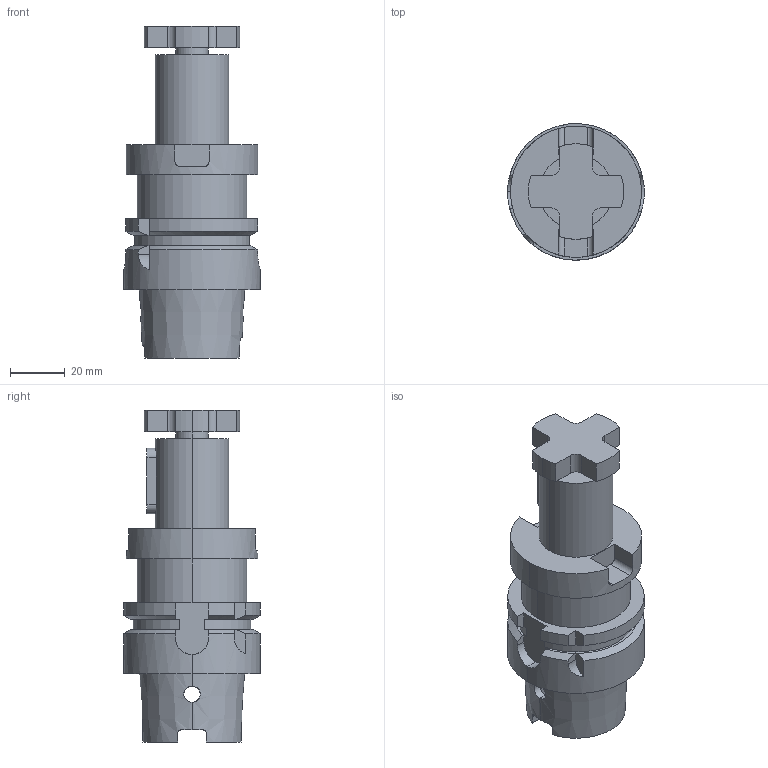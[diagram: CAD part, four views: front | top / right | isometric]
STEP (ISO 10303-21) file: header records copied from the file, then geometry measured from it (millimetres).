
FILE_DESCRIPTION (( 'STEP AP203' ), '1' );
FILE_NAME ('STP-32606.STEP', '2021-05-19T08:06:14', ( '' ), ( '' ), 'SwSTEP 2.0', 'SolidWorks 2017', '' );
FILE_SCHEMA (( 'CONFIG_CONTROL_DESIGN' ));
Length unit declared in the file: millimetre
Products named in the file (1): STP-32606
Bounding box: 50 x 50 x 121.5 mm (x, y, z)
Volume: 113029 mm3; surface area: 25540.4 mm2
Topology: 1 solids, 1 shells, 128 faces, 345 edges, 223 vertices
Faces by surface type: plane 60, cylinder 54, cone 10, torus 4
Entity records: 4660 total; most frequent: CARTESIAN_POINT 1357, ORIENTED_EDGE 690, DIRECTION 665, EDGE_CURVE 345, AXIS2_PLACEMENT_3D 239, VERTEX_POINT 223, LINE 187, VECTOR 187
